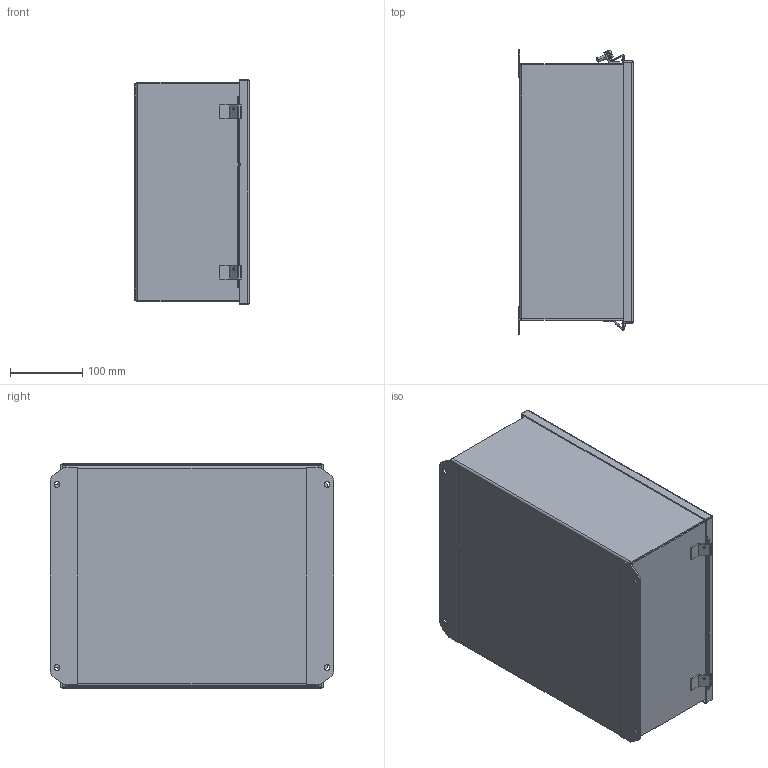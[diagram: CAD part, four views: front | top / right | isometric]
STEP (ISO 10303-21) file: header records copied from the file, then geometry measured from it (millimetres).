
FILE_DESCRIPTION (( 'STEP AP214' ), '1' );
FILE_NAME ('HJ14126LP.STEP', '2019-09-05T12:41:27', ( '' ), ( '' ), 'SwSTEP 2.0', 'SolidWorks 2018', '' );
FILE_SCHEMA (( 'AUTOMOTIVE_DESIGN' ));
Length unit declared in the file: inch
Products named in the file (1): HJ14126LP
Bounding box: 159.23 x 393.7 x 312.72 mm (x, y, z)
Volume: 947279 mm3; surface area: 1032534.9 mm2
Topology: 19 solids, 20 shells, 627 faces, 1520 edges, 935 vertices
Faces by surface type: plane 341, cylinder 160, bspline 66, cone 52, torus 8
Entity records: 29675 total; most frequent: CARTESIAN_POINT 7007, ORIENTED_EDGE 3012, DIRECTION 2816, EDGE_CURVE 1506, LINE 972, VECTOR 972, VERTEX_POINT 935, AXIS2_PLACEMENT_3D 922
